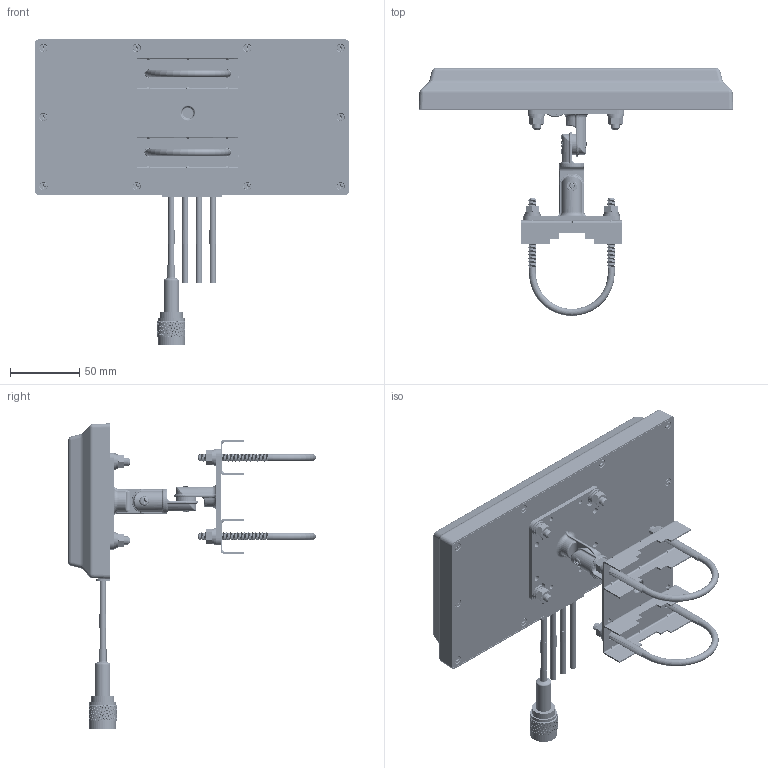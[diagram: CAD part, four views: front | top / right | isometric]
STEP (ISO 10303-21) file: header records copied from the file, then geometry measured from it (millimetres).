
FILE_DESCRIPTION (( 'STEP AP214' ), '1' );
FILE_NAME ('FMANFP1038_3D.step', '2023-02-23T00:52:39', ( '' ), ( '' ), 'SwSTEP 2.0', 'SolidWorks 2022', '' );
FILE_SCHEMA (( 'AUTOMOTIVE_DESIGN' ));
Length unit declared in the file: inch
Products named in the file (4): FMANFP1038_3D; CA-LMR-200_3_1" Long; PE4329_Assemble; LCANFP1037
Assembly tree (3 placements, depth 2):
  FMANFP1038_3D
    LCANFP1037
    PE4329_Assemble
    CA-LMR-200_3_1" Long
Bounding box: 227.5 x 179.25 x 220.82 mm (x, y, z)
Volume: 192337.7 mm3; surface area: 211070.1 mm2
Topology: 57 solids, 57 shells, 4161 faces, 10571 edges, 6560 vertices
Faces by surface type: cylinder 1505, bspline 1342, plane 732, cone 402, torus 156, sphere 24
Entity records: 220912 total; most frequent: CARTESIAN_POINT 136947, ORIENTED_EDGE 21098, DIRECTION 12047, EDGE_CURVE 10549, VERTEX_POINT 6560, AXIS2_PLACEMENT_3D 4607, B_SPLINE_CURVE_WITH_KNOTS 4501, EDGE_LOOP 4351
